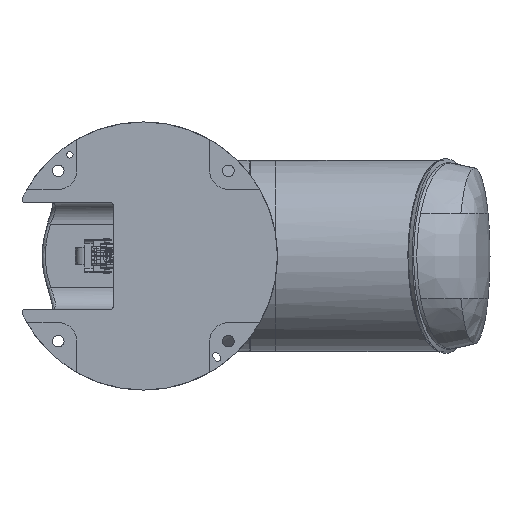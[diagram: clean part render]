
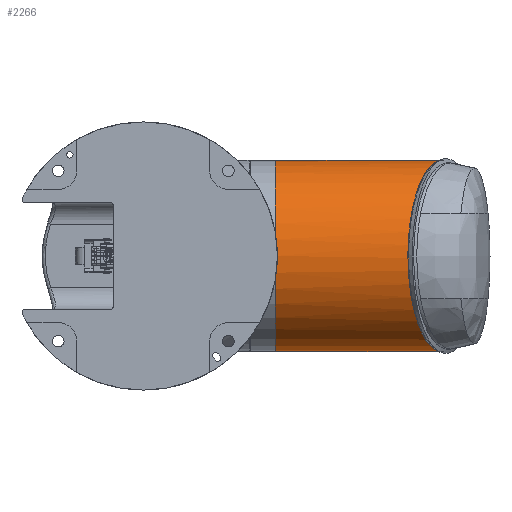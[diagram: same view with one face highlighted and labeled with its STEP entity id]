
A CAD part, front view. The second image highlights one B-rep face of the part: STEP entity #2266.
In plain terms, the highlighted cylindrical face has radius 90 mm (diameter 180 mm), a partial arc.
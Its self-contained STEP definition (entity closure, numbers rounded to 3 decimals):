
#612 = AXIS2_PLACEMENT_3D ( 'NONE', #10012, #116127, #68390 ) ;
#2266 = ADVANCED_FACE ( 'NONE', ( #175362 ), #125392, .T. ) ;
#3126 = CARTESIAN_POINT ( 'NONE',  ( -0.57, -2.5, 89.965 ) ) ;
#3265 = ORIENTED_EDGE ( 'NONE', *, *, #156212, .T. ) ;
#4347 = CARTESIAN_POINT ( 'NONE',  ( 107.414, 0., 90. ) ) ;
#5652 = CARTESIAN_POINT ( 'NONE',  ( 128.829, 0., 90. ) ) ;
#6006 = CARTESIAN_POINT ( 'NONE',  ( 28.287, 0., 90. ) ) ;
#6920 = CARTESIAN_POINT ( 'NONE',  ( 86., 0., -90. ) ) ;
#7568 = CARTESIAN_POINT ( 'NONE',  ( 128.829, 0., -90. ) ) ;
#9310 = CARTESIAN_POINT ( 'NONE',  ( -7.9, 0., 90. ) ) ;
#10012 = CARTESIAN_POINT ( 'NONE',  ( -0.57, 0., 0. ) ) ;
#12707 = EDGE_CURVE ( 'NONE', #153760, #84045, #85517, .T. ) ;
#14303 = ORIENTED_EDGE ( 'NONE', *, *, #12707, .T. ) ;
#19814 = EDGE_CURVE ( 'NONE', #117849, #99039, #153115, .T. ) ;
#21388 = CARTESIAN_POINT ( 'NONE',  ( 86., 0., 90. ) ) ;
#23400 = CARTESIAN_POINT ( 'NONE',  ( 107.414, 0., -90. ) ) ;
#24031 = B_SPLINE_CURVE_WITH_KNOTS ( 'NONE', 3,
 ( #169856, #155263, #6006, #112114 ),
 .UNSPECIFIED., .F., .F.,
 ( 4, 4 ),
 ( 0., 1. ),
 .UNSPECIFIED. ) ;
#29580 = CARTESIAN_POINT ( 'NONE',  ( 86., 0., -90. ) ) ;
#32365 = EDGE_CURVE ( 'NONE', #42371, #118016, #54096, .T. ) ;
#32614 = CARTESIAN_POINT ( 'NONE',  ( 150.243, 0., 90. ) ) ;
#33337 = ORIENTED_EDGE ( 'NONE', *, *, #19814, .T. ) ;
#34545 = CARTESIAN_POINT ( 'NONE',  ( 131.054, -52.721, -90. ) ) ;
#38354 = EDGE_LOOP ( 'NONE', ( #33337, #74064, #96298, #14303, #109241, #78067, #58783, #187615, #3265 ) ) ;
#38650 = CARTESIAN_POINT ( 'NONE',  ( 150.243, 0., -90. ) ) ;
#38807 = DIRECTION ( 'NONE',  ( 1., 0., 0. ) ) ;
#38896 = EDGE_CURVE ( 'NONE', #153614, #153760, #176786, .T. ) ;
#40865 = CARTESIAN_POINT ( 'NONE',  ( -5.9, 0., 90. ) ) ;
#42371 = VERTEX_POINT ( 'NONE', #106706 ) ;
#45449 = CARTESIAN_POINT ( 'NONE',  ( -7.9, 0., -90. ) ) ;
#46293 = DIRECTION ( 'NONE',  ( 0., 0., -1. ) ) ;
#48151 = CARTESIAN_POINT ( 'NONE',  ( -4.9, 0., 90. ) ) ;
#49542 = B_SPLINE_CURVE_WITH_KNOTS ( 'NONE', 3,
 ( #6920, #23400, #7568, #38650 ),
 .UNSPECIFIED., .F., .F.,
 ( 4, 4 ),
 ( 0., 1. ),
 .UNSPECIFIED. ) ;
#54096 = B_SPLINE_CURVE_WITH_KNOTS ( 'NONE', 3,
 ( #162907, #40865, #192045, #161606 ),
 .UNSPECIFIED., .F., .F.,
 ( 4, 4 ),
 ( 0., 1. ),
 .UNSPECIFIED. ) ;
#58783 = ORIENTED_EDGE ( 'NONE', *, *, #104134, .T. ) ;
#59624 = DIRECTION ( 'NONE',  ( 1., 0., 0. ) ) ;
#61388 = CARTESIAN_POINT ( 'NONE',  ( 54.7, 0., -90. ) ) ;
#62704 = CARTESIAN_POINT ( 'NONE',  ( 86., 0., -90. ) ) ;
#63763 = CARTESIAN_POINT ( 'NONE',  ( 131.054, -52.721, 90. ) ) ;
#68390 = DIRECTION ( 'NONE',  ( 0., 0., -1. ) ) ;
#73765 = AXIS2_PLACEMENT_3D ( 'NONE', #196893, #59624, #46293 ) ;
#74064 = ORIENTED_EDGE ( 'NONE', *, *, #131702, .T. ) ;
#78067 = ORIENTED_EDGE ( 'NONE', *, *, #100277, .T. ) ;
#79678 = CARTESIAN_POINT ( 'NONE',  ( 117.485, -90., -52.721 ) ) ;
#83586 = CIRCLE ( 'NONE', #73765, 90. ) ;
#84045 = VERTEX_POINT ( 'NONE', #21388 ) ;
#85517 = B_SPLINE_CURVE_WITH_KNOTS ( 'NONE', 3,
 ( #95214, #5652, #4347, #94561 ),
 .UNSPECIFIED., .F., .F.,
 ( 4, 4 ),
 ( 0., 1. ),
 .UNSPECIFIED. ) ;
#91328 = VERTEX_POINT ( 'NONE', #189467 ) ;
#94561 = CARTESIAN_POINT ( 'NONE',  ( 86., 0., 90. ) ) ;
#95214 = CARTESIAN_POINT ( 'NONE',  ( 150.243, 0., 90. ) ) ;
#95605 = CARTESIAN_POINT ( 'NONE',  ( 117.485, -90., 52.721 ) ) ;
#96298 = ORIENTED_EDGE ( 'NONE', *, *, #38896, .T. ) ;
#99039 = VERTEX_POINT ( 'NONE', #62704 ) ;
#100277 = EDGE_CURVE ( 'NONE', #91328, #163290, #103875, .T. ) ;
#103875 = CIRCLE ( 'NONE', #612, 90. ) ;
#104134 = EDGE_CURVE ( 'NONE', #163290, #42371, #158633, .T. ) ;
#105205 = CARTESIAN_POINT ( 'NONE',  ( 23.4, 0., -90. ) ) ;
#106706 = CARTESIAN_POINT ( 'NONE',  ( -4.9, 0., 90. ) ) ;
#109241 = ORIENTED_EDGE ( 'NONE', *, *, #179500, .T. ) ;
#109889 = CARTESIAN_POINT ( 'NONE',  ( -3.456, -0.833, 90. ) ) ;
#112114 = CARTESIAN_POINT ( 'NONE',  ( -0.57, 0., 90. ) ) ;
#112367 = AXIS2_PLACEMENT_3D ( 'NONE', #191303, #38807, #176076 ) ;
#116127 = DIRECTION ( 'NONE',  ( 1., 0., 0. ) ) ;
#117849 = VERTEX_POINT ( 'NONE', #145297 ) ;
#118016 = VERTEX_POINT ( 'NONE', #9310 ) ;
#123832 = CARTESIAN_POINT ( 'NONE',  ( -2.013, -1.666, 89.988 ) ) ;
#125392 = CYLINDRICAL_SURFACE ( 'NONE', #112367, 90. ) ;
#131702 = EDGE_CURVE ( 'NONE', #99039, #153614, #49542, .T. ) ;
#135999 = CARTESIAN_POINT ( 'NONE',  ( 150.243, 0., 90. ) ) ;
#136645 = CARTESIAN_POINT ( 'NONE',  ( 150.243, 0., -90. ) ) ;
#139433 = CARTESIAN_POINT ( 'NONE',  ( 150.243, 0., -90. ) ) ;
#140467 = CARTESIAN_POINT ( 'NONE',  ( -0.57, -2.5, 89.965 ) ) ;
#145297 = CARTESIAN_POINT ( 'NONE',  ( -7.9, 0., -90. ) ) ;
#153115 = B_SPLINE_CURVE_WITH_KNOTS ( 'NONE', 3,
 ( #45449, #105205, #61388, #29580 ),
 .UNSPECIFIED., .F., .F.,
 ( 4, 4 ),
 ( 0., 1. ),
 .UNSPECIFIED. ) ;
#153614 = VERTEX_POINT ( 'NONE', #136645 ) ;
#153760 = VERTEX_POINT ( 'NONE', #135999 ) ;
#155263 = CARTESIAN_POINT ( 'NONE',  ( 57.143, 0., 90. ) ) ;
#156212 = EDGE_CURVE ( 'NONE', #118016, #117849, #83586, .T. ) ;
#158633 =( BOUNDED_CURVE ( )  B_SPLINE_CURVE ( 3, ( #3126, #123832, #109889, #48151 ),
 .UNSPECIFIED., .F., .T. ) 
 B_SPLINE_CURVE_WITH_KNOTS ( ( 4, 4 ),
 ( 1.543, 1.571 ),
 .UNSPECIFIED. ) 
 CURVE ( )  GEOMETRIC_REPRESENTATION_ITEM ( )  RATIONAL_B_SPLINE_CURVE ( ( 1., 1., 1., 1. ) ) 
 REPRESENTATION_ITEM ( '' )  );
#161606 = CARTESIAN_POINT ( 'NONE',  ( -7.9, 0., 90. ) ) ;
#162907 = CARTESIAN_POINT ( 'NONE',  ( -4.9, 0., 90. ) ) ;
#163290 = VERTEX_POINT ( 'NONE', #140467 ) ;
#169856 = CARTESIAN_POINT ( 'NONE',  ( 86., 0., 90. ) ) ;
#175362 = FACE_OUTER_BOUND ( 'NONE', #38354, .T. ) ;
#176076 = DIRECTION ( 'NONE',  ( 0., 0., -1. ) ) ;
#176786 =( BOUNDED_CURVE ( )  B_SPLINE_CURVE ( 3, ( #139433, #34545, #79678, #185765, #95605, #63763, #32614 ),
 .UNSPECIFIED., .F., .F. ) 
 B_SPLINE_CURVE_WITH_KNOTS ( ( 4, 3, 4 ),
 ( 1.571, 3.142, 4.712 ),
 .UNSPECIFIED. ) 
 CURVE ( )  GEOMETRIC_REPRESENTATION_ITEM ( )  RATIONAL_B_SPLINE_CURVE ( ( 1., 0.805, 0.805, 1., 0.805, 0.805, 1. ) ) 
 REPRESENTATION_ITEM ( '' )  );
#179500 = EDGE_CURVE ( 'NONE', #84045, #91328, #24031, .T. ) ;
#185765 = CARTESIAN_POINT ( 'NONE',  ( 117.485, -90., 0. ) ) ;
#187615 = ORIENTED_EDGE ( 'NONE', *, *, #32365, .T. ) ;
#189467 = CARTESIAN_POINT ( 'NONE',  ( -0.57, 0., 90. ) ) ;
#191303 = CARTESIAN_POINT ( 'NONE',  ( -7.9, 0., 0. ) ) ;
#192045 = CARTESIAN_POINT ( 'NONE',  ( -6.9, 0., 90. ) ) ;
#196893 = CARTESIAN_POINT ( 'NONE',  ( -7.9, 0., 0. ) ) ;
